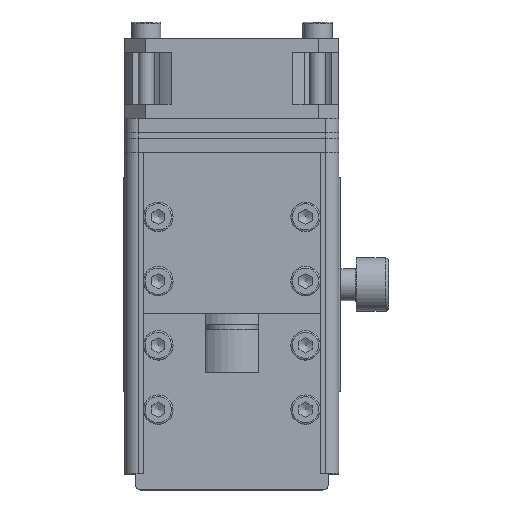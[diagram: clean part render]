
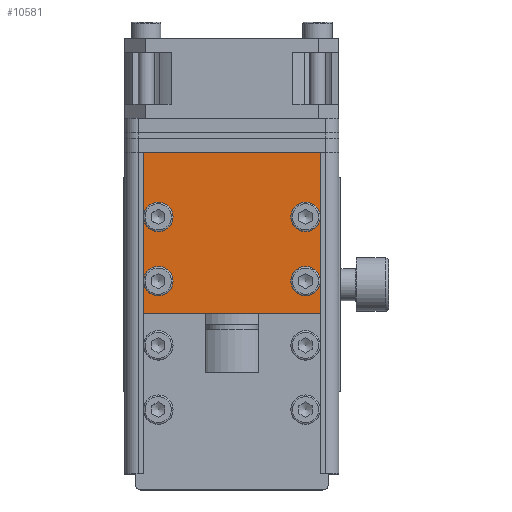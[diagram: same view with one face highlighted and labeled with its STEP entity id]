
A CAD part, top view. The second image highlights one B-rep face of the part: STEP entity #10581.
In plain terms, the highlighted face is planar.
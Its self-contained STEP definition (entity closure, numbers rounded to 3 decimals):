
#493=PLANE('',#11616);
#683=FACE_BOUND('',#1863,.T.);
#684=FACE_BOUND('',#1864,.T.);
#685=FACE_BOUND('',#1865,.T.);
#686=FACE_BOUND('',#1866,.T.);
#1254=FACE_OUTER_BOUND('',#1862,.T.);
#1862=EDGE_LOOP('',(#9425,#9426,#9427,#9428));
#1863=EDGE_LOOP('',(#9429));
#1864=EDGE_LOOP('',(#9430));
#1865=EDGE_LOOP('',(#9431));
#1866=EDGE_LOOP('',(#9432));
#2869=LINE('',#18276,#3880);
#2872=LINE('',#18281,#3883);
#2877=LINE('',#18300,#3888);
#2879=LINE('',#18303,#3890);
#3880=VECTOR('',#14047,10.);
#3883=VECTOR('',#14052,10.);
#3888=VECTOR('',#14075,10.);
#3890=VECTOR('',#14079,10.);
#4270=CIRCLE('',#11607,1.6);
#4271=CIRCLE('',#11609,1.6);
#4272=CIRCLE('',#11611,1.6);
#4273=CIRCLE('',#11613,1.6);
#5227=VERTEX_POINT('',#18273);
#5228=VERTEX_POINT('',#18275);
#5229=VERTEX_POINT('',#18279);
#5230=VERTEX_POINT('',#18283);
#5231=VERTEX_POINT('',#18287);
#5232=VERTEX_POINT('',#18291);
#5233=VERTEX_POINT('',#18295);
#5234=VERTEX_POINT('',#18299);
#6660=EDGE_CURVE('',#5228,#5227,#2869,.T.);
#6663=EDGE_CURVE('',#5227,#5229,#2872,.T.);
#6665=EDGE_CURVE('',#5230,#5230,#4270,.T.);
#6667=EDGE_CURVE('',#5231,#5231,#4271,.T.);
#6669=EDGE_CURVE('',#5232,#5232,#4272,.T.);
#6671=EDGE_CURVE('',#5233,#5233,#4273,.T.);
#6672=EDGE_CURVE('',#5234,#5228,#2877,.T.);
#6674=EDGE_CURVE('',#5229,#5234,#2879,.T.);
#9425=ORIENTED_EDGE('',*,*,#6660,.T.);
#9426=ORIENTED_EDGE('',*,*,#6663,.T.);
#9427=ORIENTED_EDGE('',*,*,#6674,.T.);
#9428=ORIENTED_EDGE('',*,*,#6672,.T.);
#9429=ORIENTED_EDGE('',*,*,#6665,.T.);
#9430=ORIENTED_EDGE('',*,*,#6667,.T.);
#9431=ORIENTED_EDGE('',*,*,#6669,.T.);
#9432=ORIENTED_EDGE('',*,*,#6671,.T.);
#10581=ADVANCED_FACE('',(#1254,#683,#684,#685,#686),#493,.T.);
#11607=AXIS2_PLACEMENT_3D('',#18285,#14056,#14057);
#11609=AXIS2_PLACEMENT_3D('',#18289,#14061,#14062);
#11611=AXIS2_PLACEMENT_3D('',#18293,#14066,#14067);
#11613=AXIS2_PLACEMENT_3D('',#18297,#14071,#14072);
#11616=AXIS2_PLACEMENT_3D('',#18304,#14080,#14081);
#14047=DIRECTION('',(0.,0.,-1.));
#14052=DIRECTION('',(1.,0.,0.));
#14056=DIRECTION('center_axis',(0.,1.,0.));
#14057=DIRECTION('ref_axis',(1.,0.,0.));
#14061=DIRECTION('center_axis',(0.,1.,0.));
#14062=DIRECTION('ref_axis',(1.,0.,0.));
#14066=DIRECTION('center_axis',(0.,1.,0.));
#14067=DIRECTION('ref_axis',(1.,0.,0.));
#14071=DIRECTION('center_axis',(0.,1.,0.));
#14072=DIRECTION('ref_axis',(1.,0.,0.));
#14075=DIRECTION('',(-1.,0.,0.));
#14079=DIRECTION('',(0.,0.,1.));
#14080=DIRECTION('center_axis',(0.,-1.,0.));
#14081=DIRECTION('ref_axis',(0.,0.,-1.));
#18273=CARTESIAN_POINT('',(-21.389,-2.7,-51.343));
#18275=CARTESIAN_POINT('',(-21.389,-2.7,-18.343));
#18276=CARTESIAN_POINT('',(-21.389,-2.7,-52.738));
#18279=CARTESIAN_POINT('',(8.611,-2.7,-51.343));
#18281=CARTESIAN_POINT('',(-24.389,-2.7,-51.343));
#18283=CARTESIAN_POINT('',(1.011,-2.7,-21.093));
#18285=CARTESIAN_POINT('Origin',(2.611,-2.7,-21.093));
#18287=CARTESIAN_POINT('',(1.011,-2.7,-48.593));
#18289=CARTESIAN_POINT('Origin',(2.611,-2.7,-48.593));
#18291=CARTESIAN_POINT('',(-10.989,-2.7,-48.593));
#18293=CARTESIAN_POINT('Origin',(-9.389,-2.7,-48.593));
#18295=CARTESIAN_POINT('',(-10.989,-2.7,-21.093));
#18297=CARTESIAN_POINT('Origin',(-9.389,-2.7,-21.093));
#18299=CARTESIAN_POINT('',(8.611,-2.7,-18.343));
#18300=CARTESIAN_POINT('',(8.611,-2.7,-18.343));
#18303=CARTESIAN_POINT('',(8.611,-2.7,-51.343));
#18304=CARTESIAN_POINT('Origin',(-27.215,-2.7,-34.843));
